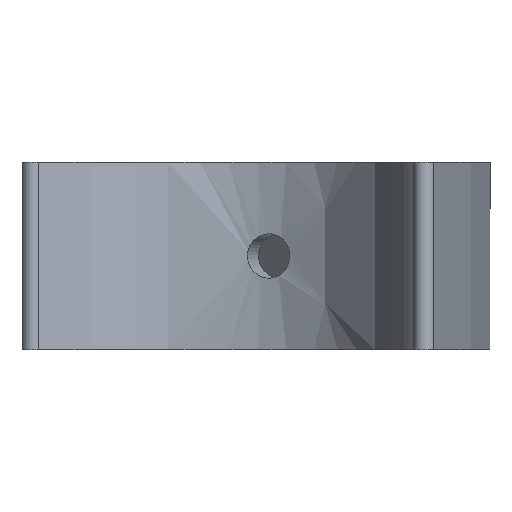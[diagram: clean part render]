
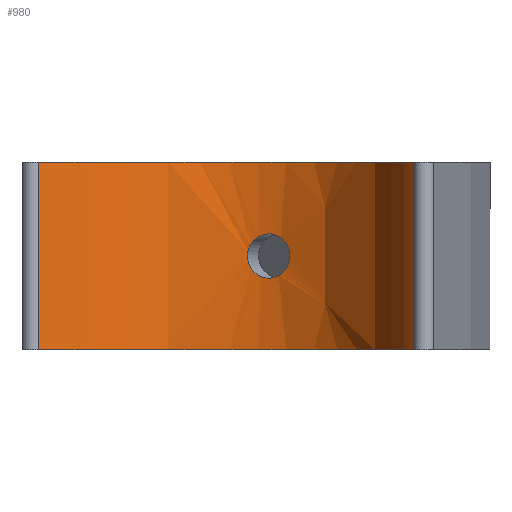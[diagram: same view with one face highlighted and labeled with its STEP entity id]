
A CAD part, front view. The second image highlights one B-rep face of the part: STEP entity #980.
In plain terms, the highlighted free-form (B-spline) face has degree [3, 1] with [11, 2] control points.
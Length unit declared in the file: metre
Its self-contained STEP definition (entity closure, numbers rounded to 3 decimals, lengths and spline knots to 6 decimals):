
#104=B_SPLINE_CURVE_WITH_KNOTS('',3,(#1630,#1631,#1632,#1633,#1634),
 .UNSPECIFIED.,.F.,.F.,(4,1,4),(0.,0.471331,1.),.UNSPECIFIED.);
#105=B_SPLINE_CURVE_WITH_KNOTS('',3,(#1639,#1640,#1641,#1642,#1643),
 .UNSPECIFIED.,.F.,.F.,(4,1,4),(0.,0.471331,1.),.UNSPECIFIED.);
#106=B_SPLINE_CURVE_WITH_KNOTS('',3,(#1646,#1647,#1648,#1649,#1650,#1651,
#1652,#1653,#1654,#1655,#1656,#1657,#1658),.UNSPECIFIED.,.T.,.F.,(1,1,1,
1,1,1,1,1,1,1,1,1,1,1,1,1,1),(-0.007628,-0.005085,
-0.002543,0.,0.005085,0.01017,
0.015256,0.020341,0.025426,0.030511,
0.033054,0.035596,0.038139,0.040681,
0.045767,0.050852,0.055937),.UNSPECIFIED.);
#126=B_SPLINE_SURFACE_WITH_KNOTS('',3,1,((#1608,#1609),(#1610,#1611),(#1612,
#1613),(#1614,#1615),(#1616,#1617),(#1618,#1619),(#1620,#1621),(#1622,#1623),
(#1624,#1625),(#1626,#1627),(#1628,#1629)),.SURF_OF_LINEAR_EXTRUSION.,.F.,
 .F.,.F.,(4,1,1,1,1,1,1,1,4),(2,2),(0.032762,0.147963,
0.263163,0.378363,0.435963,0.493563,
0.608763,0.723963,0.954364),(0.,1.),
 .UNSPECIFIED.);
#144=ORIENTED_EDGE('',*,*,#408,.F.);
#145=ORIENTED_EDGE('',*,*,#409,.T.);
#146=ORIENTED_EDGE('',*,*,#410,.T.);
#147=ORIENTED_EDGE('',*,*,#411,.T.);
#148=ORIENTED_EDGE('',*,*,#412,.F.);
#408=EDGE_CURVE('',#540,#541,#104,.T.);
#409=EDGE_CURVE('',#540,#542,#632,.T.);
#410=EDGE_CURVE('',#542,#543,#105,.T.);
#411=EDGE_CURVE('',#543,#541,#633,.F.);
#412=EDGE_CURVE('',#544,#544,#106,.T.);
#540=VERTEX_POINT('',#1635);
#541=VERTEX_POINT('',#1636);
#542=VERTEX_POINT('',#1638);
#543=VERTEX_POINT('',#1644);
#544=VERTEX_POINT('',#1659);
#632=LINE('',#1637,#684);
#633=LINE('',#1645,#685);
#684=VECTOR('',#1172,1.);
#685=VECTOR('',#1173,1.);
#733=EDGE_LOOP('',(#144,#145,#146,#147));
#734=EDGE_LOOP('',(#148));
#845=FACE_BOUND('',#733,.T.);
#846=FACE_BOUND('',#734,.T.);
#980=ADVANCED_FACE('',(#845,#846),#126,.F.);
#1172=DIRECTION('',(0.,0.,-1.));
#1173=DIRECTION('',(0.,0.,-1.));
#1608=CARTESIAN_POINT('',(-0.050082,-0.164006,0.));
#1609=CARTESIAN_POINT('',(-0.050082,-0.164006,-0.055));
#1610=CARTESIAN_POINT('',(-0.044377,-0.159263,0.));
#1611=CARTESIAN_POINT('',(-0.044377,-0.159263,-0.055));
#1612=CARTESIAN_POINT('',(-0.03337,-0.151595,0.));
#1613=CARTESIAN_POINT('',(-0.03337,-0.151595,-0.055));
#1614=CARTESIAN_POINT('',(-0.017719,-0.145004,0.));
#1615=CARTESIAN_POINT('',(-0.017719,-0.145004,-0.055));
#1616=CARTESIAN_POINT('',(-0.005093,-0.143143,0.));
#1617=CARTESIAN_POINT('',(-0.005093,-0.143143,-0.055));
#1618=CARTESIAN_POINT('',(0.004928,-0.143569,0.));
#1619=CARTESIAN_POINT('',(0.004928,-0.143569,-0.055));
#1620=CARTESIAN_POINT('',(0.014976,-0.145153,0.));
#1621=CARTESIAN_POINT('',(0.014976,-0.145153,-0.055));
#1622=CARTESIAN_POINT('',(0.027508,-0.149373,0.));
#1623=CARTESIAN_POINT('',(0.027508,-0.149373,-0.055));
#1624=CARTESIAN_POINT('',(0.045886,-0.162809,0.));
#1625=CARTESIAN_POINT('',(0.045886,-0.162809,-0.055));
#1626=CARTESIAN_POINT('',(0.056071,-0.182423,0.));
#1627=CARTESIAN_POINT('',(0.056071,-0.182423,-0.055));
#1628=CARTESIAN_POINT('',(0.059716,-0.201556,0.));
#1629=CARTESIAN_POINT('',(0.059716,-0.201556,-0.055));
#1630=CARTESIAN_POINT('',(-0.055,-0.168276,0.));
#1631=CARTESIAN_POINT('',(-0.031168,-0.146723,0.));
#1632=CARTESIAN_POINT('',(0.011626,-0.134212,0.));
#1633=CARTESIAN_POINT('',(0.056132,-0.164081,0.));
#1634=CARTESIAN_POINT('',(0.0615,-0.213653,0.));
#1635=CARTESIAN_POINT('',(-0.050082,-0.164006,0.));
#1636=CARTESIAN_POINT('',(0.059716,-0.201556,0.));
#1637=CARTESIAN_POINT('',(-0.050082,-0.164006,0.));
#1638=CARTESIAN_POINT('',(-0.050082,-0.164006,-0.055));
#1639=CARTESIAN_POINT('',(-0.055,-0.168276,-0.055));
#1640=CARTESIAN_POINT('',(-0.031168,-0.146723,-0.055));
#1641=CARTESIAN_POINT('',(0.011626,-0.134212,-0.055));
#1642=CARTESIAN_POINT('',(0.056132,-0.164081,-0.055));
#1643=CARTESIAN_POINT('',(0.0615,-0.213653,-0.055));
#1644=CARTESIAN_POINT('',(0.059716,-0.201556,-0.055));
#1645=CARTESIAN_POINT('',(0.059716,-0.201556,-0.055));
#1646=CARTESIAN_POINT('',(0.023136,-0.14824,-0.030065));
#1647=CARTESIAN_POINT('',(0.023772,-0.148518,-0.026641));
#1648=CARTESIAN_POINT('',(0.022163,-0.147797,-0.022404));
#1649=CARTESIAN_POINT('',(0.017362,-0.146077,-0.020297));
#1650=CARTESIAN_POINT('',(0.012407,-0.144858,-0.022406));
#1651=CARTESIAN_POINT('',(0.010301,-0.144484,-0.027498));
#1652=CARTESIAN_POINT('',(0.012402,-0.144856,-0.032588));
#1653=CARTESIAN_POINT('',(0.016519,-0.145873,-0.034343));
#1654=CARTESIAN_POINT('',(0.019766,-0.146931,-0.033665));
#1655=CARTESIAN_POINT('',(0.021796,-0.147688,-0.032222));
#1656=CARTESIAN_POINT('',(0.023136,-0.14824,-0.030065));
#1657=CARTESIAN_POINT('',(0.023772,-0.148518,-0.026641));
#1658=CARTESIAN_POINT('',(0.022163,-0.147797,-0.022404));
#1659=CARTESIAN_POINT('',(0.023453,-0.148377,-0.0275));
